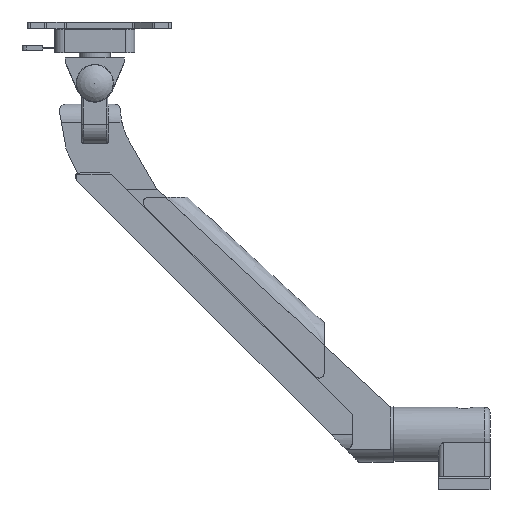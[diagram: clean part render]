
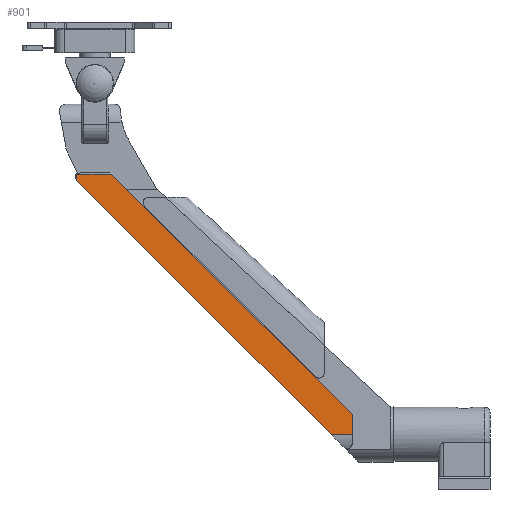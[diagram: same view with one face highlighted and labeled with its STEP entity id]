
A CAD part, left-side view. The second image highlights one B-rep face of the part: STEP entity #901.
In plain terms, the highlighted face is planar.
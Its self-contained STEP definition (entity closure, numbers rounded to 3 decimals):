
#901=ADVANCED_FACE('',(#1614),#1615,.F.);
#1614=FACE_OUTER_BOUND('',#2516,.T.);
#1615=PLANE('',#2517);
#2516=EDGE_LOOP('',(#5110,#5111,#5112,#5113,#5114,#5115,#5116));
#2517=AXIS2_PLACEMENT_3D('',#5117,#5118,#5119);
#5110=ORIENTED_EDGE('',*,*,#6781,.F.);
#5111=ORIENTED_EDGE('',*,*,#6782,.T.);
#5112=ORIENTED_EDGE('',*,*,#6750,.F.);
#5113=ORIENTED_EDGE('',*,*,#6783,.F.);
#5114=ORIENTED_EDGE('',*,*,#6784,.F.);
#5115=ORIENTED_EDGE('',*,*,#6785,.F.);
#5116=ORIENTED_EDGE('',*,*,#6786,.T.);
#5117=CARTESIAN_POINT('',(50.0,500.0,-22.373));
#5118=DIRECTION('',(0.017,0.0,1.));
#5119=DIRECTION('',(0.0,-1.0,0.0));
#6750=EDGE_CURVE('',#8210,#8212,#8213,.T.);
#6781=EDGE_CURVE('',#8271,#8272,#8273,.T.);
#6782=EDGE_CURVE('',#8271,#8212,#8274,.T.);
#6783=EDGE_CURVE('',#8275,#8210,#8276,.T.);
#6784=EDGE_CURVE('',#8277,#8275,#8278,.T.);
#6785=EDGE_CURVE('',#8279,#8277,#8280,.T.);
#6786=EDGE_CURVE('',#8279,#8272,#8281,.T.);
#8210=VERTEX_POINT('',#10574);
#8212=VERTEX_POINT('',#10577);
#8213=ELLIPSE('',#10578,4.001,4.0);
#8271=VERTEX_POINT('',#10665);
#8272=VERTEX_POINT('',#10666);
#8273=LINE('',#10667,#10668);
#8274=CIRCLE('',#10669,4.0);
#8275=VERTEX_POINT('',#10670);
#8276=LINE('',#10671,#10672);
#8277=VERTEX_POINT('',#10673);
#8278=LINE('',#10674,#10675);
#8279=VERTEX_POINT('',#10676);
#8280=LINE('',#10677,#10678);
#8281=LINE('',#10679,#10680);
#10574=CARTESIAN_POINT('',(-197.272,243.612,-18.057));
#10577=CARTESIAN_POINT('',(-197.636,243.934,-18.05));
#10578=AXIS2_PLACEMENT_3D('',#12573,#12574,#12575);
#10665=CARTESIAN_POINT('',(-202.0,242.773,-17.974));
#10666=CARTESIAN_POINT('',(-202.0,217.031,-17.974));
#10667=CARTESIAN_POINT('',(-202.0,500.0,-17.974));
#10668=VECTOR('',#12614,1.0);
#10669=AXIS2_PLACEMENT_3D('',#12615,#12616,#12617);
#10670=CARTESIAN_POINT('',(0.,46.34,-21.5));
#10671=CARTESIAN_POINT('',(21.121,25.219,-21.869));
#10672=VECTOR('',#12618,1.0);
#10673=CARTESIAN_POINT('',(0.,30.0,-21.5));
#10674=CARTESIAN_POINT('',(0.0,240.783,-21.5));
#10675=VECTOR('',#12619,1.0);
#10676=CARTESIAN_POINT('',(-14.998,30.0,-21.238));
#10677=CARTESIAN_POINT('',(-14.998,30.0,-21.238));
#10678=VECTOR('',#12620,1.0);
#10679=CARTESIAN_POINT('',(-217.463,232.496,-17.704));
#10680=VECTOR('',#12621,1.0);
#12573=CARTESIAN_POINT('',(-200.1,240.783,-18.007));
#12574=DIRECTION('',(0.017,0.0,1.));
#12575=DIRECTION('',(1.,0.0,-0.017));
#12614=DIRECTION('',(0.0,-1.0,0.0));
#12615=CARTESIAN_POINT('',(-198.97,240.163,-18.027));
#12616=DIRECTION('',(-0.017,0.0,-1.));
#12617=DIRECTION('',(1.,0.0,-0.017));
#12618=DIRECTION('',(-0.707,0.707,0.012));
#12619=DIRECTION('',(0.0,1.0,0.0));
#12620=DIRECTION('',(1.,0.,-0.017));
#12621=DIRECTION('',(-0.707,0.707,0.012));
